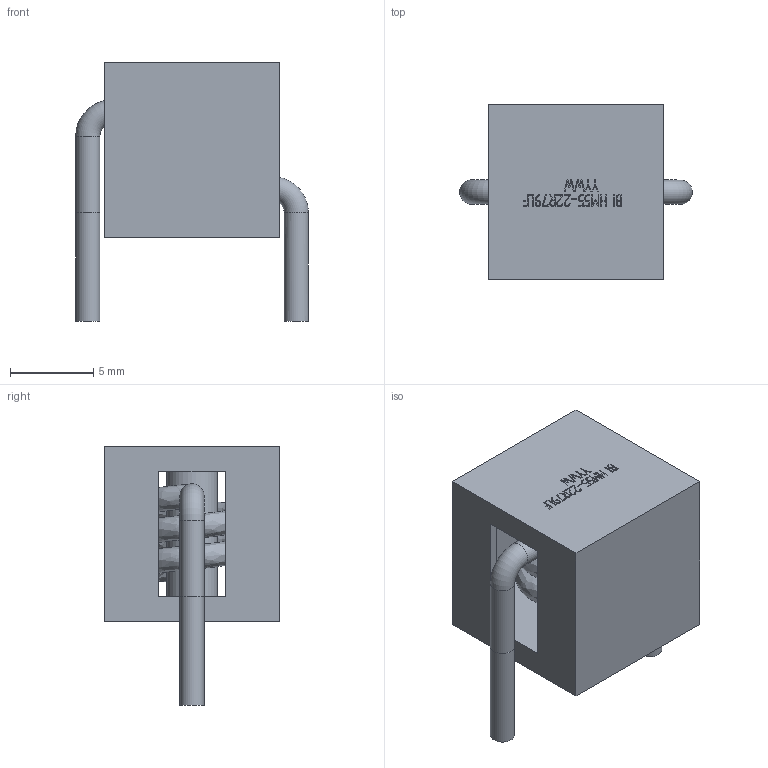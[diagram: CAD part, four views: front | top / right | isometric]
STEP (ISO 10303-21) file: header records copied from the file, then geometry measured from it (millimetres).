
FILE_DESCRIPTION(/* description */ ('Unknown'),/* implementation_level */ '2;1');
FILE_NAME(/* name */ 'HM55-22R79LF',/* time_stamp */ '2021-11-26T17:08:36+08:00',/* author */ ('Unknown'),/* organization */ ('Unknown'),/* preprocessor_version */ 'ST-DEVELOPER v16.7',/* originating_system */ 'Solid Edge',/* authorisation */ 'Unknown');
FILE_SCHEMA (('AUTOMOTIVE_DESIGN {1 0 10303 214 3 1 1}'));
Length unit declared in the file: millimetre
Products named in the file (1): HM55-22R79LF
Bounding box: 13.95 x 10.5 x 15.5 mm (x, y, z)
Volume: 621.9 mm3; surface area: 1426.9 mm2
Topology: 3 solids, 3 shells, 222 faces, 575 edges, 381 vertices
Faces by surface type: plane 186, bspline 28, cylinder 6, torus 2
Full cylindrical faces by diameter (mm): 1.45 x5, 3 x1
Entity records: 8979 total; most frequent: CARTESIAN_POINT 2478, ORIENTED_EDGE 1124, DIRECTION 769, EDGE_CURVE 562, VERTEX_POINT 377, LINE 353, VECTOR 353, EDGE_LOOP 257
